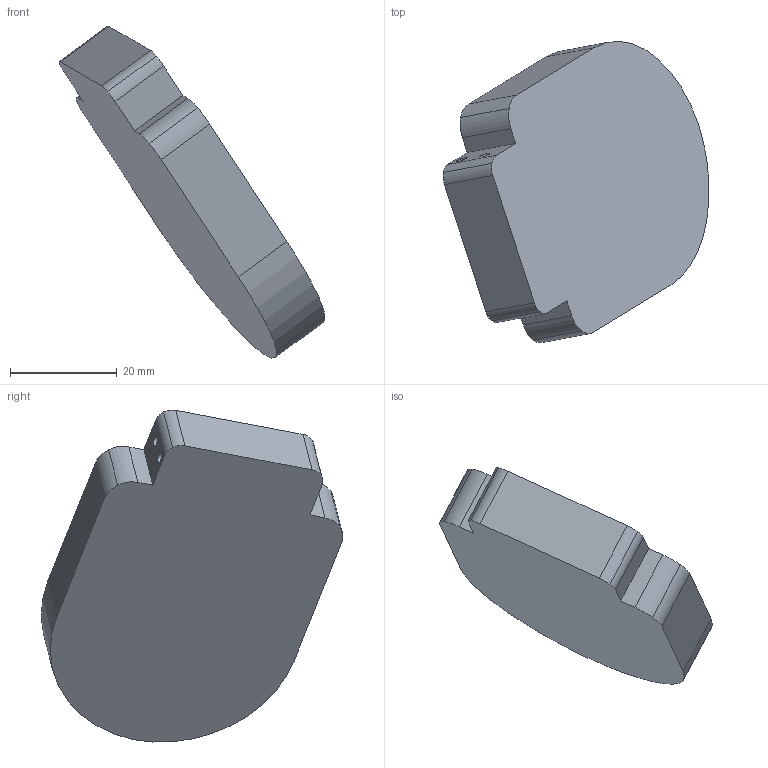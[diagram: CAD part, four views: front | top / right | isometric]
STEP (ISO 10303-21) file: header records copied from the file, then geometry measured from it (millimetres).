
FILE_DESCRIPTION(('STEP AP214'),'1');
FILE_NAME('Adult_DBS_05_IPG.step','2024-02-05T22:05:34',(' '),('ANSOFT Corporation'),'Spatial InterOp 3D',' ',' ');
FILE_SCHEMA(('AUTOMOTIVE_DESIGN { 1 0 10303 214 1 1 1 1 }'));
Length unit declared in the file: millimetre
Products named in the file (1): IPG
Bounding box: 49.87 x 56.57 x 62.26 mm (x, y, z)
Volume: 31358.6 mm3; surface area: 7808.1 mm2
Topology: 1 solids, 1 shells, 26 faces, 68 edges, 46 vertices
Faces by surface type: cylinder 15, plane 11
Entity records: 844 total; most frequent: DIRECTION 154, CARTESIAN_POINT 141, ORIENTED_EDGE 136, EDGE_CURVE 68, AXIS2_PLACEMENT_3D 59, VERTEX_POINT 46, LINE 36, VECTOR 36
